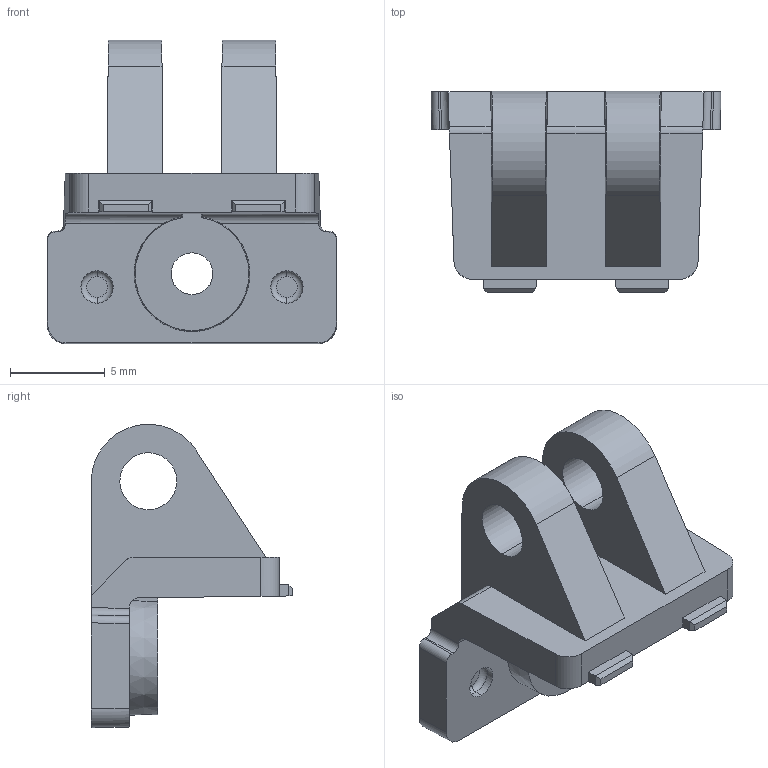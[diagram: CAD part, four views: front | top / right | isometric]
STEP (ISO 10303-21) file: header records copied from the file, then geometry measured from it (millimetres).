
FILE_DESCRIPTION(/* description */ (''),/* implementation_level */ '2;1');
FILE_NAME(/* name */ 'WUXIANHEZI-20220829.stp',/* time_stamp */ '2023-12-21T17:56:39+08:00',/* author */ (''),/* organization */ (''),/* preprocessor_version */ 'ST-DEVELOPER v16.7',/* originating_system */ 'SIEMENS PLM Software NX 12.0',/* authorisation */ '');
FILE_SCHEMA (('AUTOMOTIVE_DESIGN { 1 0 10303 214 3 1 1 1 }'));
Length unit declared in the file: millimetre
Products named in the file (1): user1C2801800gxm
Bounding box: 15.27 x 10.6 x 15.98 mm (x, y, z)
Volume: 695.7 mm3; surface area: 910.7 mm2
Topology: 1 solids, 1 shells, 77 faces, 204 edges, 132 vertices
Faces by surface type: plane 41, cylinder 25, torus 6, cone 5
Entity records: 2531 total; most frequent: CARTESIAN_POINT 484, DIRECTION 428, ORIENTED_EDGE 408, EDGE_CURVE 204, AXIS2_PLACEMENT_3D 149, VERTEX_POINT 132, LINE 130, VECTOR 130
